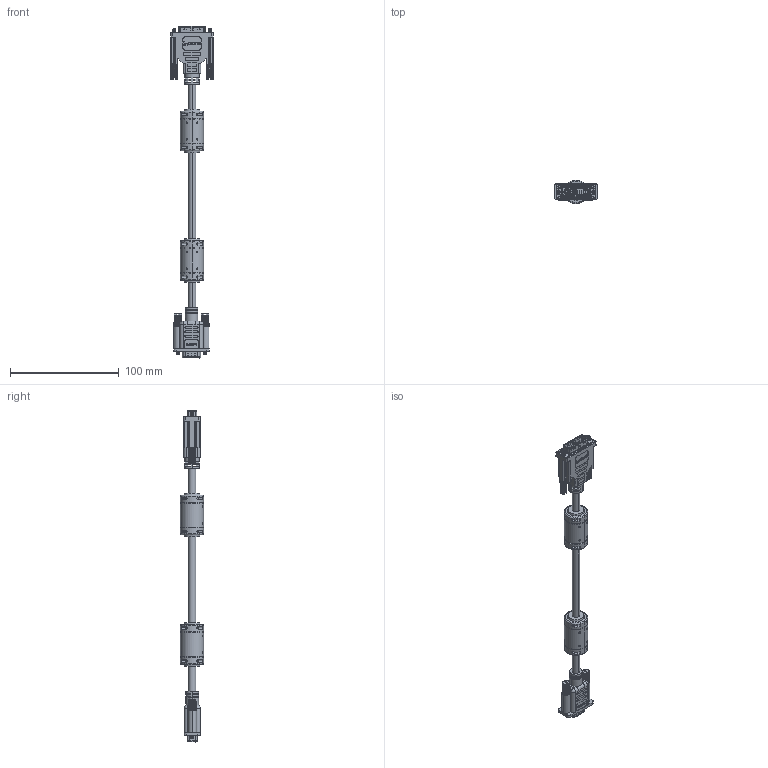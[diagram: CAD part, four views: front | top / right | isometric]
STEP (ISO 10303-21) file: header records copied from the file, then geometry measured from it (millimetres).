
FILE_DESCRIPTION (( 'STEP AP214' ), '1' );
FILE_NAME ('CTLDVI-HD-MM.STEP', '2012-12-14T19:49:24', ( 'x' ), ( '' ), 'SwSTEP 2.0', 'SolidWorks 2012', '' );
FILE_SCHEMA (( 'AUTOMOTIVE_DESIGN' ));
Length unit declared in the file: millimetre
Products named in the file (11): HD15M ASSAMBLY_默认1; DSUB15P-M OVERMOLD(MTN213)_默认1_NEW LOGO; thread(HD15) OVERMOLD 1AJ09-034_默认1; DVI-A-HD FERRITE AND JACKET(FOR ASSEMBLY)_默认1; CTLDVI-HD MM cableline_默认1; 3AB01-137_NEW LOGO; 1AH01-012; DVI SCREW_默认1; 1AJ01-028_NEW LOGO; 1AM07-039; CTLDVI-HD-MM
Assembly tree (13 placements, depth 3):
  CTLDVI-HD-MM
    3AB01-137_NEW LOGO
      1AM07-039
      1AJ01-028_NEW LOGO
      DVI SCREW_默认1  x2
      1AH01-012
    CTLDVI-HD MM cableline_默认1
    DVI-A-HD FERRITE AND JACKET(FOR ASSEMBLY)_默认1  x2
    HD15M ASSAMBLY_默认1
      thread(HD15) OVERMOLD 1AJ09-034_默认1  x2
      DSUB15P-M OVERMOLD(MTN213)_默认1_NEW LOGO
Bounding box: 39.07 x 21.4 x 305.4 mm (x, y, z)
Volume: 61663.2 mm3; surface area: 45389.3 mm2
Topology: 22 solids, 22 shells, 3187 faces, 8375 edges, 5388 vertices
Faces by surface type: plane 1766, cylinder 612, bspline 592, cone 217
Entity records: 99258 total; most frequent: CARTESIAN_POINT 36715, ORIENTED_EDGE 13860, DIRECTION 11182, EDGE_CURVE 6930, VECTOR 4610, LINE 4610, VERTEX_POINT 4481, AXIS2_PLACEMENT_3D 3286
